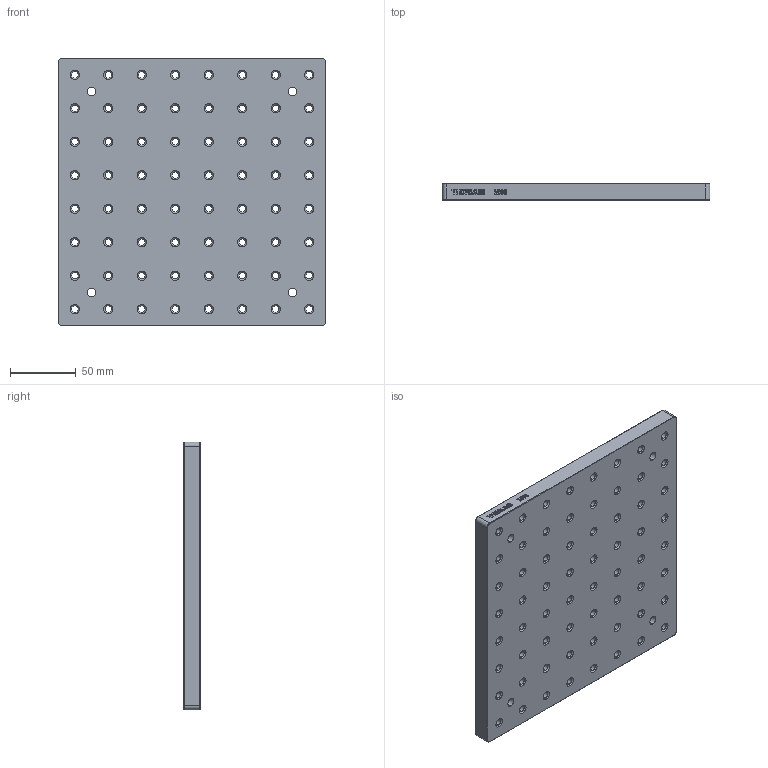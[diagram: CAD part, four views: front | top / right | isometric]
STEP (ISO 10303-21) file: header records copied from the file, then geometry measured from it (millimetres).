
FILE_DESCRIPTION (( 'STEP AP203' ), '1' );
FILE_NAME ('MB8.STEP', '2018-02-07T08:50:09', ( '' ), ( '' ), 'SwSTEP 2.0', 'SolidWorks 2017', '' );
FILE_SCHEMA (( 'CONFIG_CONTROL_DESIGN' ));
Length unit declared in the file: millimetre
Products named in the file (2): MB8 - Aluminium Breadboard 203.2 x 203.2 x 12.7mm_MB3030_M-1; MB8
Assembly tree (1 placements, depth 2):
  MB8
    MB8 - Aluminium Breadboard 203.2 x 203.2 x 12.7mm_MB3030_M-1
Bounding box: 203.2 x 12.7 x 203.2 mm (x, y, z)
Volume: 503284.7 mm3; surface area: 103091.7 mm2
Topology: 1 solids, 1 shells, 654 faces, 1607 edges, 978 vertices
Faces by surface type: cone 272, cylinder 207, plane 145, bspline 30
Entity records: 21115 total; most frequent: CARTESIAN_POINT 4929, DIRECTION 3489, ORIENTED_EDGE 3214, EDGE_CURVE 1607, AXIS2_PLACEMENT_3D 1314, VERTEX_POINT 978, LINE 861, VECTOR 861
